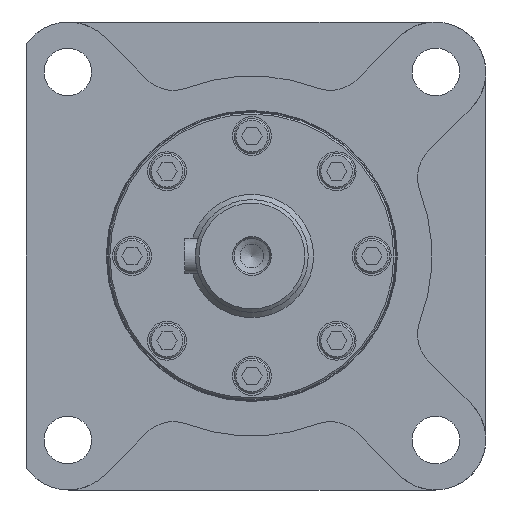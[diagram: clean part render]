
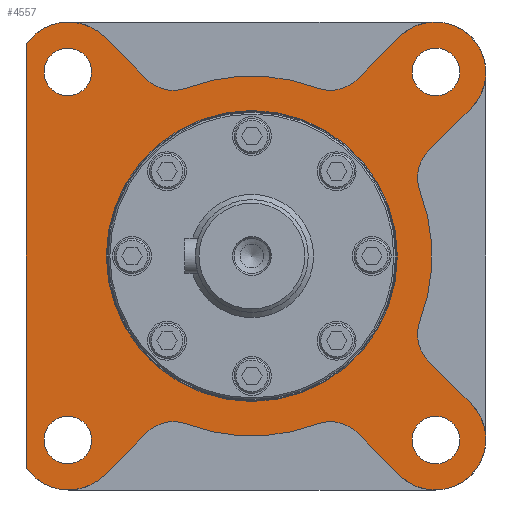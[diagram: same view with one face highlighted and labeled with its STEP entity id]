
A CAD part, left-side view. The second image highlights one B-rep face of the part: STEP entity #4557.
In plain terms, the highlighted planar face has unit normal (-1, 0, 0).
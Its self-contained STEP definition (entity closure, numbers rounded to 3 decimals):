
#288=LINE('',#7666,#588);
#295=LINE('',#7689,#595);
#301=LINE('',#7713,#601);
#307=LINE('',#7733,#607);
#313=LINE('',#7757,#613);
#318=LINE('',#7777,#618);
#323=LINE('',#7793,#623);
#588=VECTOR('',#6000,1000.);
#595=VECTOR('',#6019,1000.);
#601=VECTOR('',#6045,1000.);
#607=VECTOR('',#6063,1000.);
#613=VECTOR('',#6089,1000.);
#618=VECTOR('',#6108,1000.);
#623=VECTOR('',#6123,1000.);
#1631=ORIENTED_EDGE('',*,*,#2488,.T.);
#1632=ORIENTED_EDGE('',*,*,#2489,.T.);
#1633=ORIENTED_EDGE('',*,*,#2490,.T.);
#1634=ORIENTED_EDGE('',*,*,#2491,.T.);
#1635=ORIENTED_EDGE('',*,*,#2413,.T.);
#1636=ORIENTED_EDGE('',*,*,#2414,.F.);
#1637=ORIENTED_EDGE('',*,*,#2486,.T.);
#1638=ORIENTED_EDGE('',*,*,#2483,.F.);
#1639=ORIENTED_EDGE('',*,*,#2480,.T.);
#1640=ORIENTED_EDGE('',*,*,#2477,.F.);
#1641=ORIENTED_EDGE('',*,*,#2472,.F.);
#1642=ORIENTED_EDGE('',*,*,#2469,.F.);
#1643=ORIENTED_EDGE('',*,*,#2462,.F.);
#1644=ORIENTED_EDGE('',*,*,#2459,.F.);
#1645=ORIENTED_EDGE('',*,*,#2456,.T.);
#1646=ORIENTED_EDGE('',*,*,#2453,.F.);
#1647=ORIENTED_EDGE('',*,*,#2450,.T.);
#1648=ORIENTED_EDGE('',*,*,#2447,.F.);
#1649=ORIENTED_EDGE('',*,*,#2440,.F.);
#1650=ORIENTED_EDGE('',*,*,#2437,.F.);
#1651=ORIENTED_EDGE('',*,*,#2434,.T.);
#1652=ORIENTED_EDGE('',*,*,#2431,.F.);
#1653=ORIENTED_EDGE('',*,*,#2428,.T.);
#1654=ORIENTED_EDGE('',*,*,#2425,.F.);
#1655=ORIENTED_EDGE('',*,*,#2418,.F.);
#2413=EDGE_CURVE('',#2910,#2910,#3184,.T.);
#2414=EDGE_CURVE('',#2911,#2912,#288,.T.);
#2418=EDGE_CURVE('',#2912,#2915,#3185,.T.);
#2425=EDGE_CURVE('',#2915,#2921,#295,.T.);
#2428=EDGE_CURVE('',#2923,#2921,#3189,.T.);
#2431=EDGE_CURVE('',#2923,#2925,#3191,.T.);
#2434=EDGE_CURVE('',#2927,#2925,#3193,.T.);
#2437=EDGE_CURVE('',#2927,#2929,#301,.T.);
#2440=EDGE_CURVE('',#2929,#2931,#3195,.T.);
#2447=EDGE_CURVE('',#2931,#2937,#307,.T.);
#2450=EDGE_CURVE('',#2939,#2937,#3199,.T.);
#2453=EDGE_CURVE('',#2939,#2941,#3201,.T.);
#2456=EDGE_CURVE('',#2943,#2941,#3203,.T.);
#2459=EDGE_CURVE('',#2943,#2945,#313,.T.);
#2462=EDGE_CURVE('',#2945,#2947,#3205,.T.);
#2469=EDGE_CURVE('',#2947,#2953,#318,.T.);
#2472=EDGE_CURVE('',#2953,#2955,#3210,.T.);
#2477=EDGE_CURVE('',#2955,#2959,#323,.T.);
#2480=EDGE_CURVE('',#2961,#2959,#3213,.T.);
#2483=EDGE_CURVE('',#2961,#2963,#3215,.T.);
#2486=EDGE_CURVE('',#2911,#2963,#3217,.T.);
#2488=EDGE_CURVE('',#2965,#2965,#3219,.T.);
#2489=EDGE_CURVE('',#2966,#2966,#3220,.T.);
#2490=EDGE_CURVE('',#2967,#2967,#3221,.T.);
#2491=EDGE_CURVE('',#2968,#2968,#3222,.T.);
#2910=VERTEX_POINT('',#7664);
#2911=VERTEX_POINT('',#7667);
#2912=VERTEX_POINT('',#7668);
#2915=VERTEX_POINT('',#7676);
#2921=VERTEX_POINT('',#7690);
#2923=VERTEX_POINT('',#7696);
#2925=VERTEX_POINT('',#7702);
#2927=VERTEX_POINT('',#7708);
#2929=VERTEX_POINT('',#7714);
#2931=VERTEX_POINT('',#7720);
#2937=VERTEX_POINT('',#7734);
#2939=VERTEX_POINT('',#7740);
#2941=VERTEX_POINT('',#7746);
#2943=VERTEX_POINT('',#7752);
#2945=VERTEX_POINT('',#7758);
#2947=VERTEX_POINT('',#7764);
#2953=VERTEX_POINT('',#7778);
#2955=VERTEX_POINT('',#7784);
#2959=VERTEX_POINT('',#7794);
#2961=VERTEX_POINT('',#7800);
#2963=VERTEX_POINT('',#7806);
#2965=VERTEX_POINT('',#7815);
#2966=VERTEX_POINT('',#7817);
#2967=VERTEX_POINT('',#7819);
#2968=VERTEX_POINT('',#7821);
#3184=CIRCLE('',#5013,41.25);
#3185=CIRCLE('',#5016,14.35);
#3189=CIRCLE('',#5022,10.94);
#3191=CIRCLE('',#5025,51.06);
#3193=CIRCLE('',#5028,10.94);
#3195=CIRCLE('',#5032,14.35);
#3199=CIRCLE('',#5038,10.94);
#3201=CIRCLE('',#5041,51.06);
#3203=CIRCLE('',#5044,10.94);
#3205=CIRCLE('',#5048,14.35);
#3210=CIRCLE('',#5055,14.35);
#3213=CIRCLE('',#5060,10.94);
#3215=CIRCLE('',#5063,51.06);
#3217=CIRCLE('',#5066,10.94);
#3219=CIRCLE('',#5069,6.75);
#3220=CIRCLE('',#5070,6.75);
#3221=CIRCLE('',#5071,6.75);
#3222=CIRCLE('',#5072,6.75);
#3550=EDGE_LOOP('',(#1631));
#3551=EDGE_LOOP('',(#1632));
#3552=EDGE_LOOP('',(#1633));
#3553=EDGE_LOOP('',(#1634));
#3554=EDGE_LOOP('',(#1635));
#3555=EDGE_LOOP('',(#1636,#1637,#1638,#1639,#1640,#1641,#1642,#1643,#1644,
#1645,#1646,#1647,#1648,#1649,#1650,#1651,#1652,#1653,#1654,#1655));
#4011=FACE_BOUND('',#3550,.T.);
#4012=FACE_BOUND('',#3551,.T.);
#4013=FACE_BOUND('',#3552,.T.);
#4014=FACE_BOUND('',#3553,.T.);
#4015=FACE_BOUND('',#3554,.T.);
#4016=FACE_BOUND('',#3555,.T.);
#4285=PLANE('',#5068);
#4557=ADVANCED_FACE('',(#4011,#4012,#4013,#4014,#4015,#4016),#4285,.F.);
#5013=AXIS2_PLACEMENT_3D('',#7663,#5996,#5997);
#5016=AXIS2_PLACEMENT_3D('',#7675,#6006,#6007);
#5022=AXIS2_PLACEMENT_3D('',#7695,#6024,#6025);
#5025=AXIS2_PLACEMENT_3D('',#7701,#6031,#6032);
#5028=AXIS2_PLACEMENT_3D('',#7707,#6038,#6039);
#5032=AXIS2_PLACEMENT_3D('',#7719,#6050,#6051);
#5038=AXIS2_PLACEMENT_3D('',#7739,#6068,#6069);
#5041=AXIS2_PLACEMENT_3D('',#7745,#6075,#6076);
#5044=AXIS2_PLACEMENT_3D('',#7751,#6082,#6083);
#5048=AXIS2_PLACEMENT_3D('',#7763,#6094,#6095);
#5055=AXIS2_PLACEMENT_3D('',#7783,#6113,#6114);
#5060=AXIS2_PLACEMENT_3D('',#7799,#6128,#6129);
#5063=AXIS2_PLACEMENT_3D('',#7805,#6135,#6136);
#5066=AXIS2_PLACEMENT_3D('',#7811,#6142,#6143);
#5068=AXIS2_PLACEMENT_3D('',#7813,#6146,#6147);
#5069=AXIS2_PLACEMENT_3D('',#7814,#6148,#6149);
#5070=AXIS2_PLACEMENT_3D('',#7816,#6150,#6151);
#5071=AXIS2_PLACEMENT_3D('',#7818,#6152,#6153);
#5072=AXIS2_PLACEMENT_3D('',#7820,#6154,#6155);
#5996=DIRECTION('',(1.,0.,0.));
#5997=DIRECTION('',(0.,0.,-1.));
#6000=DIRECTION('',(0.,-0.707,0.707));
#6006=DIRECTION('',(1.,0.,0.));
#6007=DIRECTION('',(0.,0.,-1.));
#6019=DIRECTION('',(0.,0.707,-0.707));
#6024=DIRECTION('',(1.,0.,0.));
#6025=DIRECTION('',(0.,0.,-1.));
#6031=DIRECTION('',(1.,0.,0.));
#6032=DIRECTION('',(0.,0.,-1.));
#6038=DIRECTION('',(1.,0.,0.));
#6039=DIRECTION('',(0.,0.,-1.));
#6045=DIRECTION('',(0.,-0.707,-0.707));
#6050=DIRECTION('',(1.,0.,0.));
#6051=DIRECTION('',(0.,0.,-1.));
#6063=DIRECTION('',(0.,0.707,0.707));
#6068=DIRECTION('',(1.,0.,0.));
#6069=DIRECTION('',(0.,0.,-1.));
#6075=DIRECTION('',(1.,0.,0.));
#6076=DIRECTION('',(0.,0.,-1.));
#6082=DIRECTION('',(1.,0.,0.));
#6083=DIRECTION('',(0.,0.,-1.));
#6089=DIRECTION('',(0.,0.707,-0.707));
#6094=DIRECTION('',(1.,0.,0.));
#6095=DIRECTION('',(0.,0.,-1.));
#6108=DIRECTION('',(0.,0.,1.));
#6113=DIRECTION('',(1.,0.,0.));
#6114=DIRECTION('',(0.,0.,-1.));
#6123=DIRECTION('',(0.,-0.707,-0.707));
#6128=DIRECTION('',(1.,0.,0.));
#6129=DIRECTION('',(0.,0.,-1.));
#6135=DIRECTION('',(1.,0.,0.));
#6136=DIRECTION('',(0.,0.,-1.));
#6142=DIRECTION('',(1.,0.,0.));
#6143=DIRECTION('',(0.,0.,-1.));
#6146=DIRECTION('',(1.,0.,0.));
#6147=DIRECTION('',(0.,0.,-1.));
#6148=DIRECTION('',(1.,0.,0.));
#6149=DIRECTION('',(0.,0.,-1.));
#6150=DIRECTION('',(1.,0.,0.));
#6151=DIRECTION('',(0.,0.,-1.));
#6152=DIRECTION('',(1.,0.,0.));
#6153=DIRECTION('',(0.,0.,-1.));
#6154=DIRECTION('',(1.,0.,0.));
#6155=DIRECTION('',(0.,0.,-1.));
#7663=CARTESIAN_POINT('',(47.1,0.,0.));
#7664=CARTESIAN_POINT('',(47.1,0.,-41.25));
#7666=CARTESIAN_POINT('',(47.1,-29.881,50.175));
#7667=CARTESIAN_POINT('',(47.1,-29.881,50.175));
#7668=CARTESIAN_POINT('',(47.1,-41.854,62.148));
#7675=CARTESIAN_POINT('',(47.1,-52.001,52.001));
#7676=CARTESIAN_POINT('',(47.1,-62.148,41.854));
#7689=CARTESIAN_POINT('',(47.1,-62.148,41.854));
#7690=CARTESIAN_POINT('',(47.1,-50.175,29.881));
#7695=CARTESIAN_POINT('',(47.1,-57.91,22.145));
#7696=CARTESIAN_POINT('',(47.1,-47.692,18.237));
#7701=CARTESIAN_POINT('',(47.1,0.,0.));
#7702=CARTESIAN_POINT('',(47.1,-47.692,-18.237));
#7707=CARTESIAN_POINT('',(47.1,-57.91,-22.145));
#7708=CARTESIAN_POINT('',(47.1,-50.175,-29.881));
#7713=CARTESIAN_POINT('',(47.1,-50.175,-29.881));
#7714=CARTESIAN_POINT('',(47.1,-62.148,-41.854));
#7719=CARTESIAN_POINT('',(47.1,-52.001,-52.001));
#7720=CARTESIAN_POINT('',(47.1,-41.854,-62.148));
#7733=CARTESIAN_POINT('',(47.1,-41.854,-62.148));
#7734=CARTESIAN_POINT('',(47.1,-29.881,-50.175));
#7739=CARTESIAN_POINT('',(47.1,-22.145,-57.91));
#7740=CARTESIAN_POINT('',(47.1,-18.237,-47.692));
#7745=CARTESIAN_POINT('',(47.1,0.,0.));
#7746=CARTESIAN_POINT('',(47.1,18.237,-47.692));
#7751=CARTESIAN_POINT('',(47.1,22.145,-57.91));
#7752=CARTESIAN_POINT('',(47.1,29.881,-50.175));
#7757=CARTESIAN_POINT('',(47.1,29.881,-50.175));
#7758=CARTESIAN_POINT('',(47.1,41.854,-62.148));
#7763=CARTESIAN_POINT('',(47.1,52.001,-52.001));
#7764=CARTESIAN_POINT('',(47.1,64.,-59.871));
#7777=CARTESIAN_POINT('',(47.1,64.,-59.871));
#7778=CARTESIAN_POINT('',(47.1,64.,59.871));
#7783=CARTESIAN_POINT('',(47.1,52.001,52.001));
#7784=CARTESIAN_POINT('',(47.1,41.854,62.148));
#7793=CARTESIAN_POINT('',(47.1,41.854,62.148));
#7794=CARTESIAN_POINT('',(47.1,29.881,50.175));
#7799=CARTESIAN_POINT('',(47.1,22.145,57.91));
#7800=CARTESIAN_POINT('',(47.1,18.237,47.692));
#7805=CARTESIAN_POINT('',(47.1,0.,0.));
#7806=CARTESIAN_POINT('',(47.1,-18.237,47.692));
#7811=CARTESIAN_POINT('',(47.1,-22.145,57.91));
#7813=CARTESIAN_POINT('',(47.1,-52.001,52.001));
#7814=CARTESIAN_POINT('',(47.1,-52.184,52.184));
#7815=CARTESIAN_POINT('',(47.1,-52.184,45.434));
#7816=CARTESIAN_POINT('',(47.1,-52.184,-52.184));
#7817=CARTESIAN_POINT('',(47.1,-52.184,-58.934));
#7818=CARTESIAN_POINT('',(47.1,52.184,-52.184));
#7819=CARTESIAN_POINT('',(47.1,52.184,-58.934));
#7820=CARTESIAN_POINT('',(47.1,52.184,52.184));
#7821=CARTESIAN_POINT('',(47.1,52.184,45.434));
